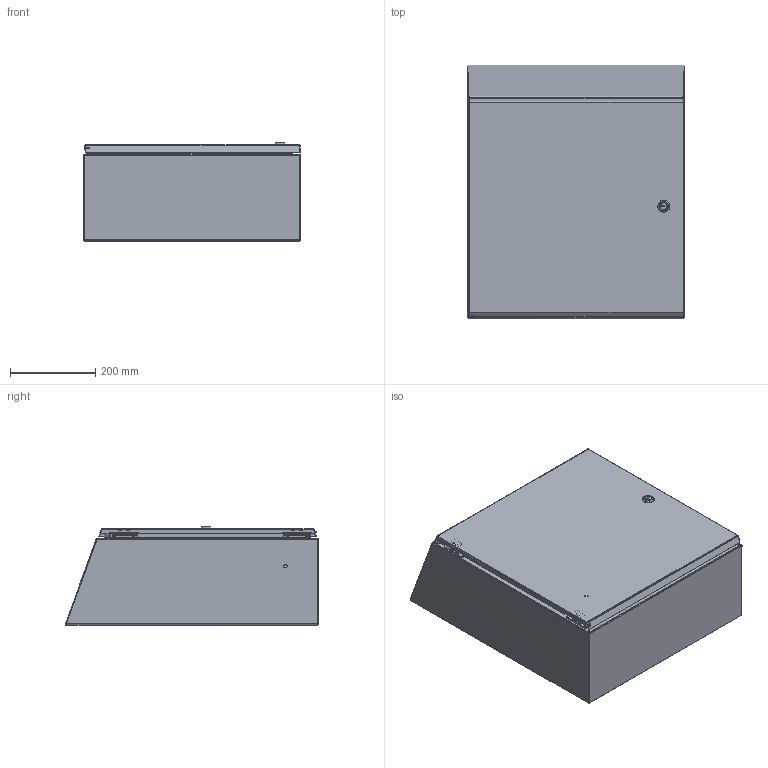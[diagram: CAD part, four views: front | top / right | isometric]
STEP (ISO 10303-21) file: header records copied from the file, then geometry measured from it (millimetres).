
FILE_DESCRIPTION (( 'STEP AP214' ), '1' );
FILE_NAME ('N412202008CSSST.STEP', '2019-09-06T15:18:35', ( '' ), ( '' ), 'SwSTEP 2.0', 'SolidWorks 2018', '' );
FILE_SCHEMA (( 'AUTOMOTIVE_DESIGN' ));
Length unit declared in the file: inch
Products named in the file (1): N412202008CSSST
Bounding box: 508 x 594.14 x 229.72 mm (x, y, z)
Volume: 2082959 mm3; surface area: 2230861.2 mm2
Topology: 36 solids, 36 shells, 1426 faces, 3427 edges, 2076 vertices
Faces by surface type: plane 538, cylinder 509, bspline 187, cone 184, torus 8
Full cylindrical faces by diameter (mm): 2.362 x4, 3.175 x3, 3.317 x68, 3.861 x4, 3.962 x3, 4.166 x68, 4.25 x4, 4.366 x4, 4.572 x6, 4.763 x4, 5 x1, 5.5 x1, 6.35 x10, 6.502 x4, 6.985 x4, 7.62 x4, 8 x1, 8.128 x4, 8.56 x2, 9.144 x4, 9.9 x1, 10 x1, 10.2 x1, 11.113 x4, 12.8 x1, 13.5 x1, 14.3 x4, 15.2 x1, 16 x1, 16.1 x1
Entity records: 73958 total; most frequent: CARTESIAN_POINT 26024, DIRECTION 5606, ORIENTED_EDGE 5580, EDGE_CURVE 2790, AXIS2_PLACEMENT_3D 2095, EDGE_LOOP 1963, VERTEX_POINT 1891, FACE_OUTER_BOUND 1667
